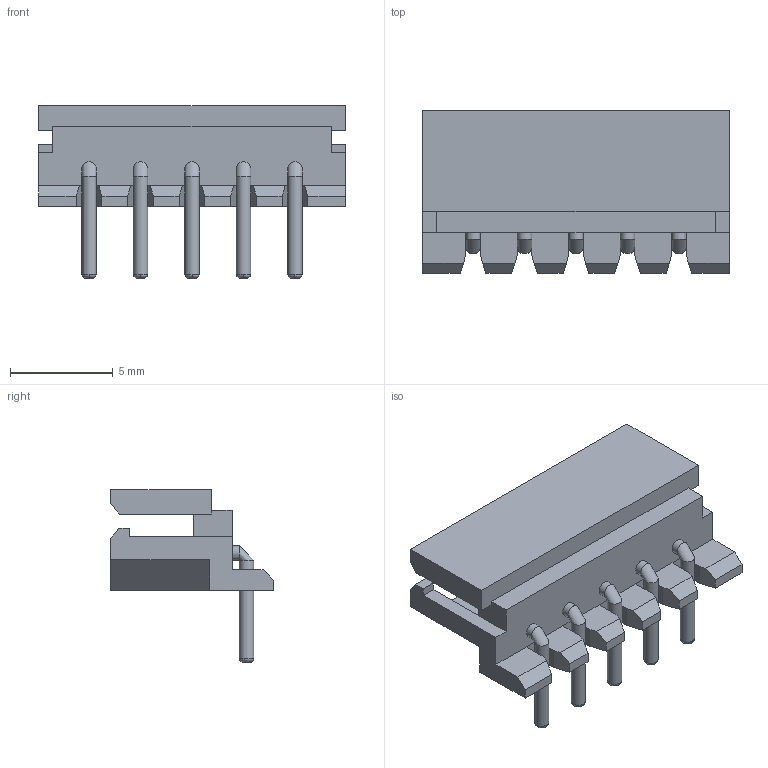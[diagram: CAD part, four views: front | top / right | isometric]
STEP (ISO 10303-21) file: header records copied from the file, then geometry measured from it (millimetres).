
FILE_DESCRIPTION( ( 'STEP AP214' ), '1' );
FILE_NAME( 'psolqas1227258468.stp', '2019-07-17T10:27:25', ( '' ), ( '' ), ' ', 'PARTsolutions', ' ' );
FILE_SCHEMA( ( 'AUTOMOTIVE_DESIGN { 1 0 10303 214 1 1 1 1 }' ) );
Length unit declared in the file: metre
Products named in the file (1): 1
Bounding box: 14.9 x 7.9 x 8.4 mm (x, y, z)
Volume: 259.4 mm3; surface area: 668.5 mm2
Topology: 1 solids, 1 shells, 154 faces, 392 edges, 240 vertices
Faces by surface type: plane 114, bspline 20, cylinder 15, torus 5
Full cylindrical faces by diameter (mm): 0.7 x15
Entity records: 4842 total; most frequent: CARTESIAN_POINT 1299, ORIENTED_EDGE 724, DIRECTION 705, EDGE_CURVE 362, LINE 275, VECTOR 275, VERTEX_POINT 235, AXIS2_PLACEMENT_3D 215
